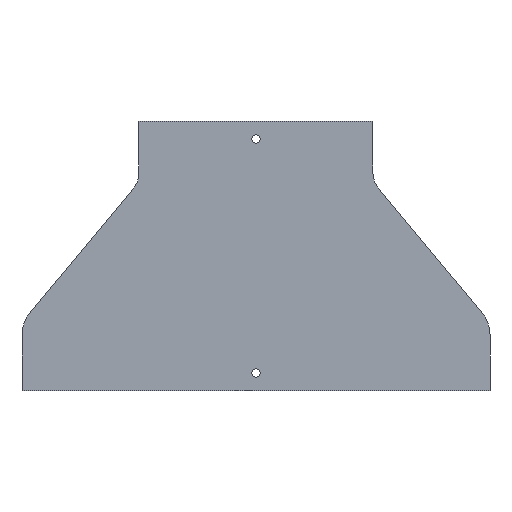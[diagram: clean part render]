
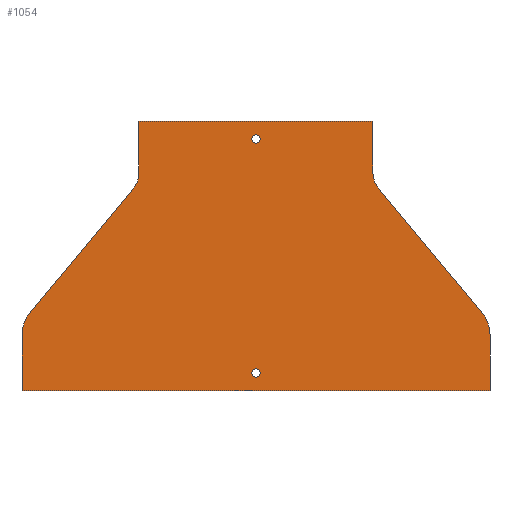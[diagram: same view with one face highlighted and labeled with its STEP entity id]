
A CAD part, front view. The second image highlights one B-rep face of the part: STEP entity #1054.
In plain terms, the highlighted planar face has unit normal (0, -1, 0).
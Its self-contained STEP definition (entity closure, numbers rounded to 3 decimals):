
#2 = EDGE_CURVE ( 'NONE', #477, #552, #648, .T. ) ;
#4 = EDGE_CURVE ( 'NONE', #1774, #1774, #649, .T. ) ;
#5 = EDGE_CURVE ( 'NONE', #1778, #1778, #652, .T. ) ;
#88 = AXIS2_PLACEMENT_3D ( 'NONE', #1660, #1544, #1581 ) ;
#90 = AXIS2_PLACEMENT_3D ( 'NONE', #1579, #1549, #1540 ) ;
#91 = AXIS2_PLACEMENT_3D ( 'NONE', #1514, #1672, #1463 ) ;
#138 = AXIS2_PLACEMENT_3D ( 'NONE', #1997, #1992, #2000 ) ;
#166 = AXIS2_PLACEMENT_3D ( 'NONE', #250, #251, #252 ) ;
#188 = AXIS2_PLACEMENT_3D ( 'NONE', #356, #357, #358 ) ;
#190 = AXIS2_PLACEMENT_3D ( 'NONE', #369, #370, #371 ) ;
#239 = DIRECTION ( 'NONE',  ( 0.64, 0., 0.768 ) ) ;
#243 = CARTESIAN_POINT ( 'NONE',  ( -104.636, 0., -56.942 ) ) ;
#250 = CARTESIAN_POINT ( 'NONE',  ( -170., 0., -182.241 ) ) ;
#251 = DIRECTION ( 'NONE',  ( 0., 1., 0. ) ) ;
#252 = DIRECTION ( 'NONE',  ( 0., 0., 1. ) ) ;
#301 = CARTESIAN_POINT ( 'NONE',  ( -100., 0., 0. ) ) ;
#302 = DIRECTION ( 'NONE',  ( 0., 0., 1. ) ) ;
#326 = CARTESIAN_POINT ( 'NONE',  ( -100., 0., 0. ) ) ;
#327 = DIRECTION ( 'NONE',  ( 1., 0., 0. ) ) ;
#349 = CARTESIAN_POINT ( 'NONE',  ( 100., 0., 0. ) ) ;
#350 = DIRECTION ( 'NONE',  ( 0., 0., -1. ) ) ;
#355 = DIRECTION ( 'NONE',  ( 0.64, 0., -0.768 ) ) ;
#356 = CARTESIAN_POINT ( 'NONE',  ( 120., 0., -44.139 ) ) ;
#357 = DIRECTION ( 'NONE',  ( 0., -1., 0. ) ) ;
#358 = DIRECTION ( 'NONE',  ( 0., 0., -1. ) ) ;
#359 = CARTESIAN_POINT ( 'NONE',  ( 104.636, 0., -56.942 ) ) ;
#369 = CARTESIAN_POINT ( 'NONE',  ( 170., 0., -182.241 ) ) ;
#370 = DIRECTION ( 'NONE',  ( 0., 1., 0. ) ) ;
#371 = DIRECTION ( 'NONE',  ( 0., 0., -1. ) ) ;
#397 = CARTESIAN_POINT ( 'NONE',  ( 200., 0., -182.241 ) ) ;
#398 = DIRECTION ( 'NONE',  ( 0., 0., -1. ) ) ;
#403 = CARTESIAN_POINT ( 'NONE',  ( -200., 0., -230. ) ) ;
#404 = DIRECTION ( 'NONE',  ( -1., 0., 0. ) ) ;
#427 = CARTESIAN_POINT ( 'NONE',  ( -200., 0., -182.241 ) ) ;
#428 = DIRECTION ( 'NONE',  ( 0., 0., 1. ) ) ;
#432 = CARTESIAN_POINT ( 'NONE',  ( 0., 0., -18.5 ) ) ;
#438 = CARTESIAN_POINT ( 'NONE',  ( 0., 0., -218.5 ) ) ;
#475 = VERTEX_POINT ( 'NONE', #1818 ) ;
#477 = VERTEX_POINT ( 'NONE', #1820 ) ;
#481 = VERTEX_POINT ( 'NONE', #1824 ) ;
#489 = VERTEX_POINT ( 'NONE', #1832 ) ;
#495 = VERTEX_POINT ( 'NONE', #1838 ) ;
#505 = VERTEX_POINT ( 'NONE', #1848 ) ;
#508 = VERTEX_POINT ( 'NONE', #1851 ) ;
#514 = VERTEX_POINT ( 'NONE', #1857 ) ;
#520 = VERTEX_POINT ( 'NONE', #1863 ) ;
#523 = VERTEX_POINT ( 'NONE', #1866 ) ;
#531 = VERTEX_POINT ( 'NONE', #1874 ) ;
#552 = VERTEX_POINT ( 'NONE', #1895 ) ;
#595 = EDGE_LOOP ( 'NONE', ( #1354 ) ) ;
#629 = EDGE_LOOP ( 'NONE', ( #1355 ) ) ;
#640 = EDGE_LOOP ( 'NONE', ( #1353, #1352, #1351, #1350, #1349, #1348, #1347, #1346, #1345, #1344, #1343, #1342 ) ) ;
#648 = CIRCLE ( 'NONE', #88, 20. ) ;
#649 = CIRCLE ( 'NONE', #90, 3.5 ) ;
#652 = CIRCLE ( 'NONE', #91, 3.5 ) ;
#834 = FACE_OUTER_BOUND ( 'NONE', #640, .T. ) ;
#837 = FACE_BOUND ( 'NONE', #629, .T. ) ;
#840 = FACE_BOUND ( 'NONE', #595, .T. ) ;
#903 = LINE ( 'NONE', #243, #908 ) ;
#908 = VECTOR ( 'NONE', #239, 1000. ) ;
#909 = CIRCLE ( 'NONE', #166, 30. ) ;
#947 = LINE ( 'NONE', #301, #949 ) ;
#949 = VECTOR ( 'NONE', #302, 1000. ) ;
#964 = LINE ( 'NONE', #326, #967 ) ;
#967 = VECTOR ( 'NONE', #327, 1000. ) ;
#978 = LINE ( 'NONE', #349, #981 ) ;
#981 = VECTOR ( 'NONE', #350, 1000. ) ;
#984 = CIRCLE ( 'NONE', #188, 20. ) ;
#989 = LINE ( 'NONE', #359, #991 ) ;
#991 = VECTOR ( 'NONE', #355, 1000. ) ;
#994 = CIRCLE ( 'NONE', #190, 30. ) ;
#1010 = LINE ( 'NONE', #397, #1013 ) ;
#1013 = VECTOR ( 'NONE', #398, 1000. ) ;
#1016 = LINE ( 'NONE', #403, #1019 ) ;
#1019 = VECTOR ( 'NONE', #404, 1000. ) ;
#1054 = ADVANCED_FACE ( 'NONE', ( #837, #840, #834 ), #1998, .F. ) ;
#1096 = EDGE_CURVE ( 'NONE', #475, #477, #903, .T. ) ;
#1342 = ORIENTED_EDGE ( 'NONE', *, *, #1674, .F. ) ;
#1343 = ORIENTED_EDGE ( 'NONE', *, *, #1096, .F. ) ;
#1344 = ORIENTED_EDGE ( 'NONE', *, *, #2, .F. ) ;
#1345 = ORIENTED_EDGE ( 'NONE', *, *, #1701, .F. ) ;
#1346 = ORIENTED_EDGE ( 'NONE', *, *, #1710, .F. ) ;
#1347 = ORIENTED_EDGE ( 'NONE', *, *, #1719, .F. ) ;
#1348 = ORIENTED_EDGE ( 'NONE', *, *, #1722, .F. ) ;
#1349 = ORIENTED_EDGE ( 'NONE', *, *, #1725, .F. ) ;
#1350 = ORIENTED_EDGE ( 'NONE', *, *, #1728, .F. ) ;
#1351 = ORIENTED_EDGE ( 'NONE', *, *, #1739, .F. ) ;
#1352 = ORIENTED_EDGE ( 'NONE', *, *, #1742, .F. ) ;
#1353 = ORIENTED_EDGE ( 'NONE', *, *, #1756, .F. ) ;
#1354 = ORIENTED_EDGE ( 'NONE', *, *, #5, .F. ) ;
#1355 = ORIENTED_EDGE ( 'NONE', *, *, #4, .F. ) ;
#1463 = DIRECTION ( 'NONE',  ( 0., 0., -1. ) ) ;
#1514 = CARTESIAN_POINT ( 'NONE',  ( 0., 0., -15. ) ) ;
#1540 = DIRECTION ( 'NONE',  ( 0., 0., -1. ) ) ;
#1544 = DIRECTION ( 'NONE',  ( 0., -1., 0. ) ) ;
#1549 = DIRECTION ( 'NONE',  ( 0., -1., 0. ) ) ;
#1579 = CARTESIAN_POINT ( 'NONE',  ( 0., 0., -215. ) ) ;
#1581 = DIRECTION ( 'NONE',  ( 0., 0., 1. ) ) ;
#1660 = CARTESIAN_POINT ( 'NONE',  ( -120., 0., -44.139 ) ) ;
#1672 = DIRECTION ( 'NONE',  ( 0., -1., 0. ) ) ;
#1674 = EDGE_CURVE ( 'NONE', #481, #475, #909, .T. ) ;
#1701 = EDGE_CURVE ( 'NONE', #552, #531, #947, .T. ) ;
#1710 = EDGE_CURVE ( 'NONE', #531, #520, #964, .T. ) ;
#1719 = EDGE_CURVE ( 'NONE', #520, #523, #978, .T. ) ;
#1722 = EDGE_CURVE ( 'NONE', #523, #505, #984, .T. ) ;
#1725 = EDGE_CURVE ( 'NONE', #505, #514, #989, .T. ) ;
#1728 = EDGE_CURVE ( 'NONE', #514, #508, #994, .T. ) ;
#1739 = EDGE_CURVE ( 'NONE', #508, #495, #1010, .T. ) ;
#1742 = EDGE_CURVE ( 'NONE', #495, #489, #1016, .T. ) ;
#1756 = EDGE_CURVE ( 'NONE', #489, #481, #1772, .T. ) ;
#1772 = LINE ( 'NONE', #427, #1773 ) ;
#1773 = VECTOR ( 'NONE', #428, 1000. ) ;
#1774 = VERTEX_POINT ( 'NONE', #438 ) ;
#1778 = VERTEX_POINT ( 'NONE', #432 ) ;
#1818 = CARTESIAN_POINT ( 'NONE',  ( -193.047, 0., -163.035 ) ) ;
#1820 = CARTESIAN_POINT ( 'NONE',  ( -104.636, 0., -56.942 ) ) ;
#1824 = CARTESIAN_POINT ( 'NONE',  ( -200., 0., -182.241 ) ) ;
#1832 = CARTESIAN_POINT ( 'NONE',  ( -200., 0., -230. ) ) ;
#1838 = CARTESIAN_POINT ( 'NONE',  ( 200., 0., -230. ) ) ;
#1848 = CARTESIAN_POINT ( 'NONE',  ( 104.636, 0., -56.942 ) ) ;
#1851 = CARTESIAN_POINT ( 'NONE',  ( 200., 0., -182.241 ) ) ;
#1857 = CARTESIAN_POINT ( 'NONE',  ( 193.047, 0., -163.035 ) ) ;
#1863 = CARTESIAN_POINT ( 'NONE',  ( 100., 0., 0. ) ) ;
#1866 = CARTESIAN_POINT ( 'NONE',  ( 100., 0., -44.139 ) ) ;
#1874 = CARTESIAN_POINT ( 'NONE',  ( -100., 0., 0. ) ) ;
#1895 = CARTESIAN_POINT ( 'NONE',  ( -100., 0., -44.139 ) ) ;
#1992 = DIRECTION ( 'NONE',  ( 0., 1., 0. ) ) ;
#1997 = CARTESIAN_POINT ( 'NONE',  ( -120., 0., -44.139 ) ) ;
#1998 = PLANE ( 'NONE',  #138 ) ;
#2000 = DIRECTION ( 'NONE',  ( 0., 0., 1. ) ) ;
